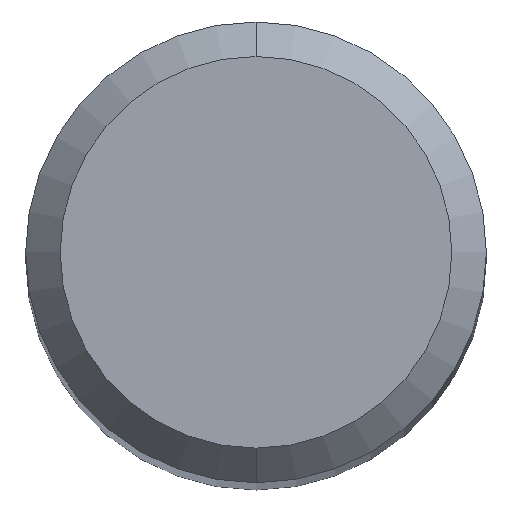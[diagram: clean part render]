
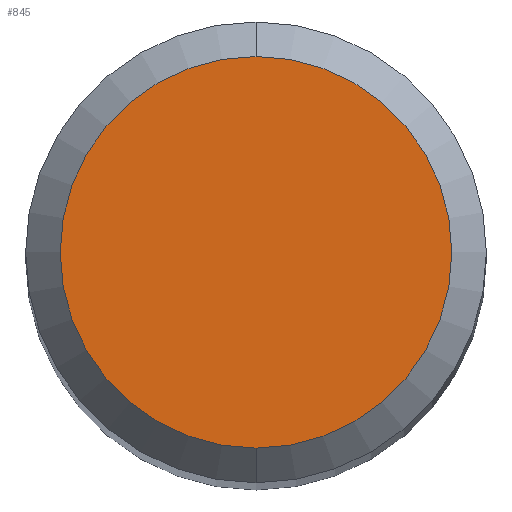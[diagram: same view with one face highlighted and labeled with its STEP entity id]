
A CAD part, top view. The second image highlights one B-rep face of the part: STEP entity #845.
In plain terms, the highlighted planar face has unit normal (0, 0, 1).
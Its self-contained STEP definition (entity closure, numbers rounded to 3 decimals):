
#371=EDGE_CURVE('',#461,#373,#1050,.T.);
#373=VERTEX_POINT('',#1052);
#461=VERTEX_POINT('',#1151);
#601=EDGE_CURVE('',#373,#461,#1301,.T.);
#845=ADVANCED_FACE('',(#1566),#1567,.T.);
#1050=CIRCLE('',#1787,1.7);
#1052=CARTESIAN_POINT('',(0.,-1.7,0.0));
#1151=CARTESIAN_POINT('',(0.0,1.7,0.0));
#1301=CIRCLE('',#2899,1.7);
#1566=FACE_OUTER_BOUND('',#4482,.T.);
#1567=PLANE('',#4483);
#1787=AXIS2_PLACEMENT_3D('',#5255,#5256,#5257);
#2899=AXIS2_PLACEMENT_3D('',#5513,#5514,#5515);
#4482=EDGE_LOOP('',(#5788,#5789));
#4483=AXIS2_PLACEMENT_3D('',#5790,#5791,#5792);
#5255=CARTESIAN_POINT('',(0.0,0.0,0.0));
#5256=DIRECTION('',(0.0,0.0,-1.0));
#5257=DIRECTION('',(0.0,1.0,0.0));
#5513=CARTESIAN_POINT('',(0.0,0.0,0.0));
#5514=DIRECTION('',(0.0,0.0,-1.0));
#5515=DIRECTION('',(0.0,1.0,0.0));
#5788=ORIENTED_EDGE('',*,*,#371,.F.);
#5789=ORIENTED_EDGE('',*,*,#601,.F.);
#5790=CARTESIAN_POINT('',(0.0,0.85,0.0));
#5791=DIRECTION('',(-0.0,0.0,1.0));
#5792=DIRECTION('',(0.0,-1.0,0.0));
